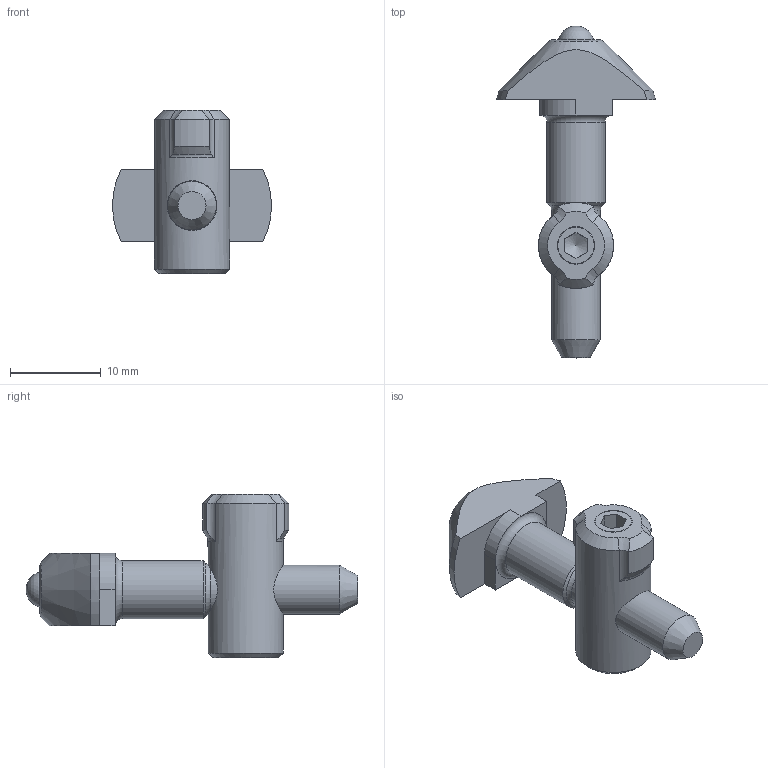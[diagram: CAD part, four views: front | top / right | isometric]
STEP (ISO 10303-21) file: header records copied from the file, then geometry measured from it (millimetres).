
FILE_DESCRIPTION(/* description */ ('Zuganker EQ 8 midi'),/* implementation_level */ '2;1');
FILE_NAME(/* name */ 'SV1600V_A.stp',/* time_stamp */ '2015-11-30T13:27:33+01:00',/* author */ ('Marina Kaa'),/* organization */ (''),/* preprocessor_version */ 'ST-DEVELOPER v15.6',/* originating_system */ 'Autodesk Inventor 2015',/* authorisation */ '');
FILE_SCHEMA (('AUTOMOTIVE_DESIGN { 1 0 10303 214 3 1 1 }'));
Length unit declared in the file: millimetre
Products named in the file (7): ME1612002_A; MK5100000_A; MK2402090_A; ME1612009_A; ME1620002_A; DK0914050100; SV1600V_A
Bounding box: 17.55 x 36.63 x 18 mm (x, y, z)
Volume: 2147.9 mm3; surface area: 2076.8 mm2
Topology: 5 solids, 5 shells, 72 faces, 176 edges, 110 vertices
Faces by surface type: plane 29, cone 19, cylinder 15, torus 4, bspline 4, sphere 1
Full cylindrical faces by diameter (mm): 4.1 x1, 4.134 x1, 5 x1, 5.4 x1, 5.5 x1, 6.4 x1, 8.3 x1
Entity records: 2815 total; most frequent: CARTESIAN_POINT 1195, DIRECTION 320, ORIENTED_EDGE 286, EDGE_CURVE 143, AXIS2_PLACEMENT_3D 134, VERTEX_POINT 98, EDGE_LOOP 93, FACE_OUTER_BOUND 72
